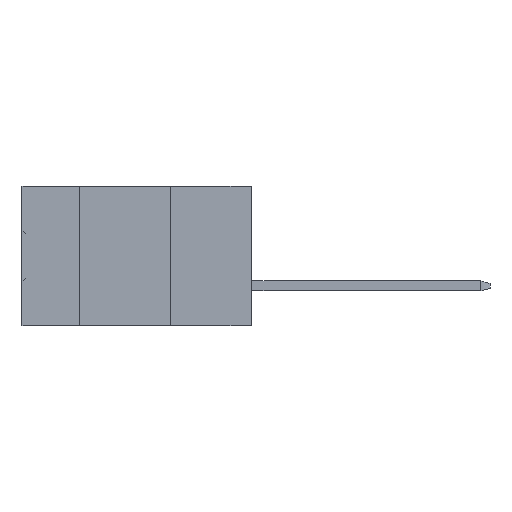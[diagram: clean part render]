
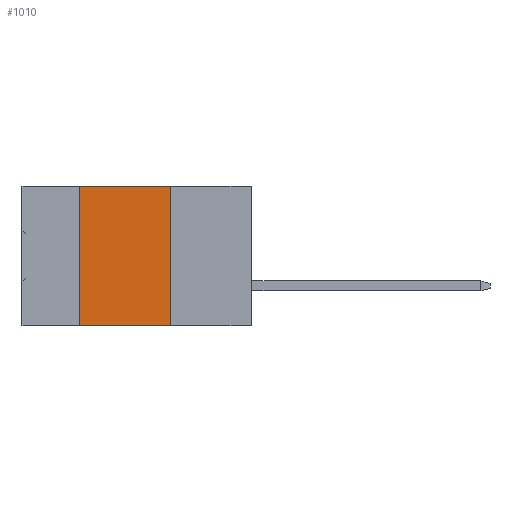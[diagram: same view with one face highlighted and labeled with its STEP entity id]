
A CAD part, left-side view. The second image highlights one B-rep face of the part: STEP entity #1010.
In plain terms, the highlighted planar face has unit normal (-1, 0, 0).
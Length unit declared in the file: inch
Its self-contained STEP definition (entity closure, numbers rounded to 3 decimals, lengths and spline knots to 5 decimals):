
#1010 = ADVANCED_FACE ( 'NONE', ( #18758 ), #7542, .F. ) ;
#1713 = VECTOR ( 'NONE', #16517, 39.37008 ) ;
#2041 = CARTESIAN_POINT ( 'NONE',  ( 0., 0.72, 0. ) ) ;
#2807 = CARTESIAN_POINT ( 'NONE',  ( 0., 0.254, -0.437 ) ) ;
#3232 = CARTESIAN_POINT ( 'NONE',  ( 0., 0.254, 0. ) ) ;
#3600 = CARTESIAN_POINT ( 'NONE',  ( 0., 0.72, 0. ) ) ;
#4049 = DIRECTION ( 'NONE',  ( 0., 0., 1. ) ) ;
#7542 = PLANE ( 'NONE',  #12343 ) ;
#7689 = DIRECTION ( 'NONE',  ( 0., 0., -1. ) ) ;
#8210 = VERTEX_POINT ( 'NONE', #26223 ) ;
#8885 = EDGE_CURVE ( 'NONE', #15251, #19673, #20679, .T. ) ;
#10992 = CARTESIAN_POINT ( 'NONE',  ( 0., 0.254, -0.437 ) ) ;
#11278 = ORIENTED_EDGE ( 'NONE', *, *, #19053, .T. ) ;
#11674 = EDGE_LOOP ( 'NONE', ( #23178, #13904, #26346, #11278 ) ) ;
#12343 = AXIS2_PLACEMENT_3D ( 'NONE', #2041, #19920, #13281 ) ;
#12719 = EDGE_CURVE ( 'NONE', #17263, #8210, #13058, .T. ) ;
#13058 = LINE ( 'NONE', #14851, #19461 ) ;
#13281 = DIRECTION ( 'NONE',  ( 0., 0., -1. ) ) ;
#13881 = CARTESIAN_POINT ( 'NONE',  ( 0., 0.54, -0.437 ) ) ;
#13904 = ORIENTED_EDGE ( 'NONE', *, *, #24747, .F. ) ;
#14851 = CARTESIAN_POINT ( 'NONE',  ( 0., 0.54, -0.437 ) ) ;
#15251 = VERTEX_POINT ( 'NONE', #3232 ) ;
#16517 = DIRECTION ( 'NONE',  ( 0., -1., 0. ) ) ;
#17063 = LINE ( 'NONE', #3600, #24518 ) ;
#17263 = VERTEX_POINT ( 'NONE', #13881 ) ;
#17477 = DIRECTION ( 'NONE',  ( 0., -1., 0. ) ) ;
#18286 = CARTESIAN_POINT ( 'NONE',  ( 0., 0.72, -0.437 ) ) ;
#18722 = LINE ( 'NONE', #18286, #1713 ) ;
#18758 = FACE_OUTER_BOUND ( 'NONE', #11674, .T. ) ;
#19053 = EDGE_CURVE ( 'NONE', #17263, #19673, #18722, .T. ) ;
#19461 = VECTOR ( 'NONE', #4049, 39.37008 ) ;
#19673 = VERTEX_POINT ( 'NONE', #10992 ) ;
#19920 = DIRECTION ( 'NONE',  ( 1., 0., 0. ) ) ;
#20679 = LINE ( 'NONE', #2807, #27952 ) ;
#23178 = ORIENTED_EDGE ( 'NONE', *, *, #8885, .F. ) ;
#24518 = VECTOR ( 'NONE', #17477, 39.37008 ) ;
#24747 = EDGE_CURVE ( 'NONE', #8210, #15251, #17063, .T. ) ;
#26223 = CARTESIAN_POINT ( 'NONE',  ( 0., 0.54, 0. ) ) ;
#26346 = ORIENTED_EDGE ( 'NONE', *, *, #12719, .F. ) ;
#27952 = VECTOR ( 'NONE', #7689, 39.37008 ) ;
